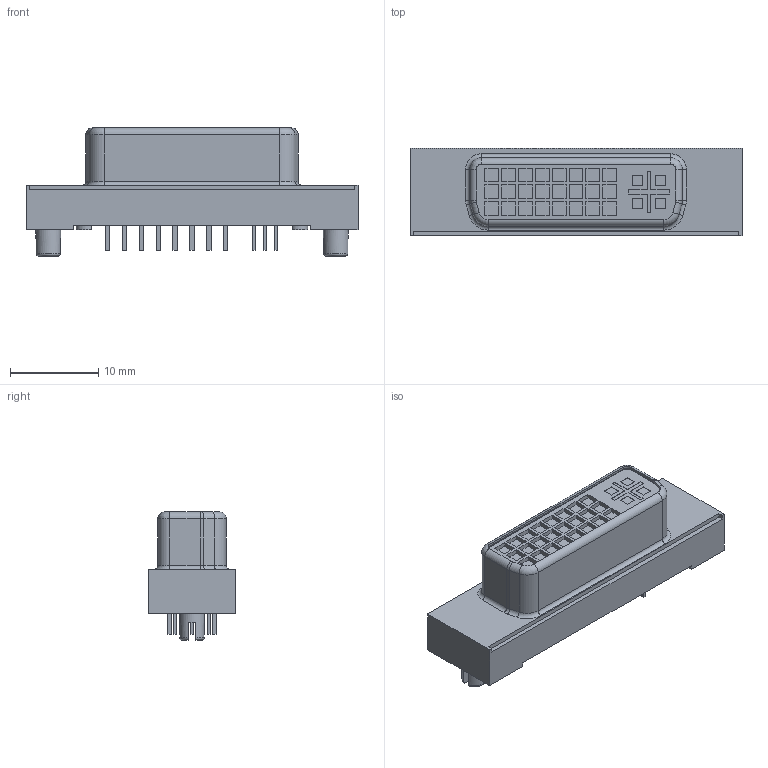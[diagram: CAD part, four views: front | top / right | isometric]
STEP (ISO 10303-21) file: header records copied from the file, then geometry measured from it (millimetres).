
FILE_DESCRIPTION(/* description */ ('STEP AP203'),/* implementation_level */ '2;1');
FILE_NAME(/* name */ '74320-3004.stp',/* time_stamp */ '2022-01-28T16:27:05+01:00',/* author */ ('Scope'),/* organization */ ('TraceParts S.A.'),/* preprocessor_version */ 'ST-DEVELOPER v18.1',/* originating_system */ 'Autodesk Inventor 2021',/* authorisation */ ' ');
FILE_SCHEMA (('AUTOMOTIVE_DESIGN { 1 0 10303 214 3 1 1 }'));
Length unit declared in the file: millimetre
Products named in the file (1): 74320-3004
Bounding box: 37.53 x 9.91 x 14.48 mm (x, y, z)
Volume: 2787.8 mm3; surface area: 2721 mm2
Topology: 1 solids, 1 shells, 441 faces, 1052 edges, 678 vertices
Faces by surface type: plane 359, cylinder 54, torus 18, bspline 10
Full cylindrical faces by diameter (mm): 2.8 x2
Entity records: 12657 total; most frequent: CARTESIAN_POINT 2324, ORIENTED_EDGE 2104, DIRECTION 2042, EDGE_CURVE 1052, LINE 910, VECTOR 910, VERTEX_POINT 678, AXIS2_PLACEMENT_3D 566
